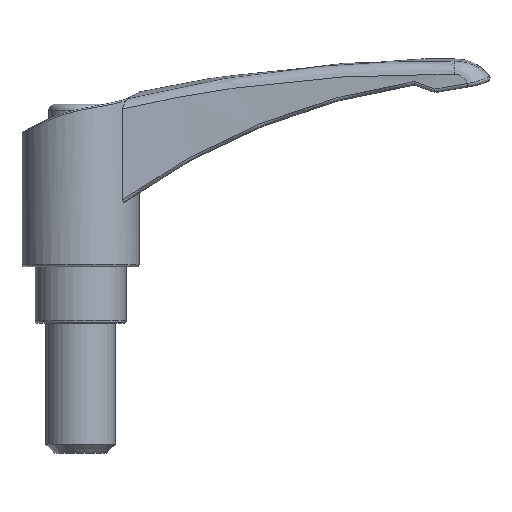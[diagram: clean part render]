
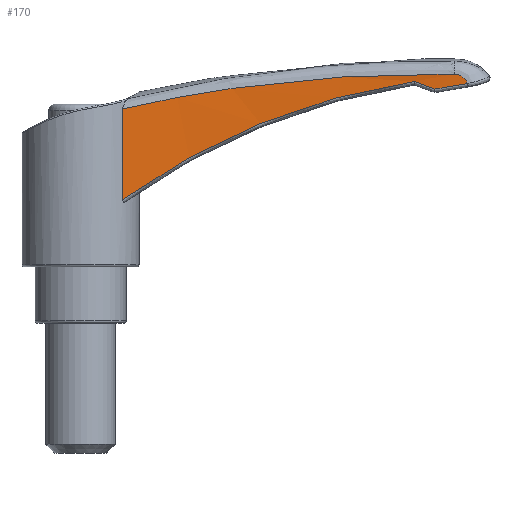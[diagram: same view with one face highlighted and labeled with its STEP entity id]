
A CAD part, front view. The second image highlights one B-rep face of the part: STEP entity #170.
In plain terms, the highlighted cylindrical face has radius 581.128 mm (diameter 1162.26 mm), a partial arc.
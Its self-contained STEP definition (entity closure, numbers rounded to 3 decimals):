
#170 = ADVANCED_FACE( '', ( #359 ), #360, .F. );
#359 = FACE_OUTER_BOUND( '', #3695, .T. );
#360 = CYLINDRICAL_SURFACE( '', #3696, 581.128 );
#3695 = EDGE_LOOP( '', ( #4409, #4410, #4411, #4412, #4413, #4414 ) );
#3696 = AXIS2_PLACEMENT_3D( '', #4415, #4416, #4417 );
#4409 = ORIENTED_EDGE( '', *, *, #4716, .T. );
#4410 = ORIENTED_EDGE( '', *, *, #4650, .T. );
#4411 = ORIENTED_EDGE( '', *, *, #4611, .T. );
#4412 = ORIENTED_EDGE( '', *, *, #4626, .T. );
#4413 = ORIENTED_EDGE( '', *, *, #4574, .F. );
#4414 = ORIENTED_EDGE( '', *, *, #4685, .T. );
#4415 = CARTESIAN_POINT( '', ( 49.381, -589.128, 0. ) );
#4416 = DIRECTION( '', ( 0., 0., -1. ) );
#4417 = DIRECTION( '', ( 1., 0., 0. ) );
#4574 = EDGE_CURVE( '', #4786, #4757, #4788, .T. );
#4611 = EDGE_CURVE( '', #4847, #4848, #4849, .T. );
#4626 = EDGE_CURVE( '', #4848, #4757, #4869, .T. );
#4650 = EDGE_CURVE( '', #4898, #4847, #4906, .T. );
#4685 = EDGE_CURVE( '', #4786, #4952, #4954, .T. );
#4716 = EDGE_CURVE( '', #4952, #4898, #4994, .T. );
#4757 = VERTEX_POINT( '', #5096 );
#4786 = VERTEX_POINT( '', #5509 );
#4788 = B_SPLINE_CURVE_WITH_KNOTS( '', 3, ( #5563, #5564, #5565, #5566 ), .UNSPECIFIED., .F., .F., ( 4, 4 ), ( 0.049, 0.934 ), .UNSPECIFIED. );
#4847 = VERTEX_POINT( '', #6453 );
#4848 = VERTEX_POINT( '', #6454 );
#4849 = B_SPLINE_CURVE_WITH_KNOTS( '', 3, ( #6455, #6456, #6457, #6458, #6459, #6460, #6461, #6462, #6463, #6464, #6465, #6466, #6467 ), .UNSPECIFIED., .F., .F., ( 4, 1, 1, 1, 1, 1, 1, 1, 1, 1, 4 ), ( 0.185, 0.218, 0.251, 0.378, 0.501, 0.625, 0.749, 0.812, 0.874, 0.937, 1. ), .UNSPECIFIED. );
#4869 = B_SPLINE_CURVE_WITH_KNOTS( '', 3, ( #6663, #6664, #6665, #6666, #6667, #6668, #6669, #6670, #6671, #6672, #6673, #6674, #6675, #6676, #6677, #6678, #6679, #6680, #6681, #6682, #6683, #6684, #6685, #6686, #6687 ), .UNSPECIFIED., .F., .F., ( 4, 1, 1, 1, 1, 1, 1, 1, 1, 1, 1, 1, 1, 1, 1, 1, 1, 1, 1, 1, 1, 1, 4 ), ( 0., 0.023, 0.045, 0.068, 0.091, 0.113, 0.136, 0.159, 0.182, 0.204, 0.227, 0.25, 0.375, 0.5, 0.626, 0.75, 0.786, 0.823, 0.859, 0.895, 0.93, 0.965, 1. ), .UNSPECIFIED. );
#4898 = VERTEX_POINT( '', #6885 );
#4906 = B_SPLINE_CURVE_WITH_KNOTS( '', 3, ( #6950, #6951, #6952, #6953 ), .UNSPECIFIED., .F., .F., ( 4, 4 ), ( 0., 0.008 ), .UNSPECIFIED. );
#4952 = VERTEX_POINT( '', #7325 );
#4954 = B_SPLINE_CURVE_WITH_KNOTS( '', 3, ( #7368, #7369, #7370, #7371, #7372, #7373, #7374, #7375, #7376, #7377, #7378, #7379, #7380, #7381, #7382, #7383, #7384, #7385, #7386, #7387, #7388, #7389, #7390, #7391, #7392, #7393, #7394, #7395, #7396, #7397 ), .UNSPECIFIED., .F., .F., ( 4, 2, 2, 2, 2, 1, 1, 2, 1, 2, 2, 1, 1, 1, 1, 1, 1, 1, 1, 1, 4 ), ( 0., 0.005, 0.009, 0.014, 0.018, 0.023, 0.027, 0.032, 0.034, 0.035, 0.035, 0.035, 0.037, 0.041, 0.046, 0.05, 0.055, 0.059, 0.064, 0.069, 0.073 ), .UNSPECIFIED. );
#4994 = B_SPLINE_CURVE_WITH_KNOTS( '', 3, ( #7576, #7577, #7578, #7579 ), .UNSPECIFIED., .F., .F., ( 4, 4 ), ( 0., 0.005 ), .UNSPECIFIED. );
#5096 = CARTESIAN_POINT( '', ( 9.734, -9.354, 36.356 ) );
#5509 = CARTESIAN_POINT( '', ( 9.734, -9.354, 15.447 ) );
#5563 = CARTESIAN_POINT( '', ( 9.734, -9.354, 15.447 ) );
#5564 = CARTESIAN_POINT( '', ( 9.734, -9.354, 22.417 ) );
#5565 = CARTESIAN_POINT( '', ( 9.734, -9.354, 29.387 ) );
#5566 = CARTESIAN_POINT( '', ( 9.734, -9.354, 36.356 ) );
#6453 = CARTESIAN_POINT( '', ( 89.284, -9.372, 42.253 ) );
#6454 = CARTESIAN_POINT( '', ( 86.15, -9.164, 44.435 ) );
#6455 = CARTESIAN_POINT( '', ( 89.284, -9.372, 42.253 ) );
#6456 = CARTESIAN_POINT( '', ( 89.262, -9.37, 42.303 ) );
#6457 = CARTESIAN_POINT( '', ( 89.217, -9.367, 42.402 ) );
#6458 = CARTESIAN_POINT( '', ( 89.071, -9.357, 42.685 ) );
#6459 = CARTESIAN_POINT( '', ( 88.817, -9.34, 43.08 ) );
#6460 = CARTESIAN_POINT( '', ( 88.398, -9.311, 43.539 ) );
#6461 = CARTESIAN_POINT( '', ( 87.913, -9.279, 43.918 ) );
#6462 = CARTESIAN_POINT( '', ( 87.457, -9.249, 44.156 ) );
#6463 = CARTESIAN_POINT( '', ( 87.07, -9.223, 44.297 ) );
#6464 = CARTESIAN_POINT( '', ( 86.769, -9.204, 44.374 ) );
#6465 = CARTESIAN_POINT( '', ( 86.462, -9.184, 44.423 ) );
#6466 = CARTESIAN_POINT( '', ( 86.254, -9.171, 44.431 ) );
#6467 = CARTESIAN_POINT( '', ( 86.15, -9.164, 44.435 ) );
#6663 = CARTESIAN_POINT( '', ( 86.15, -9.164, 44.435 ) );
#6664 = CARTESIAN_POINT( '', ( 85.569, -9.128, 44.441 ) );
#6665 = CARTESIAN_POINT( '', ( 84.406, -9.055, 44.453 ) );
#6666 = CARTESIAN_POINT( '', ( 82.662, -8.953, 44.46 ) );
#6667 = CARTESIAN_POINT( '', ( 80.916, -8.855, 44.458 ) );
#6668 = CARTESIAN_POINT( '', ( 79.169, -8.763, 44.447 ) );
#6669 = CARTESIAN_POINT( '', ( 77.422, -8.676, 44.427 ) );
#6670 = CARTESIAN_POINT( '', ( 75.674, -8.594, 44.398 ) );
#6671 = CARTESIAN_POINT( '', ( 73.925, -8.518, 44.36 ) );
#6672 = CARTESIAN_POINT( '', ( 72.175, -8.446, 44.312 ) );
#6673 = CARTESIAN_POINT( '', ( 70.424, -8.38, 44.256 ) );
#6674 = CARTESIAN_POINT( '', ( 68.672, -8.319, 44.191 ) );
#6675 = CARTESIAN_POINT( '', ( 64.283, -8.18, 44.006 ) );
#6676 = CARTESIAN_POINT( '', ( 57.284, -8.027, 43.593 ) );
#6677 = CARTESIAN_POINT( '', ( 47.658, -7.976, 42.749 ) );
#6678 = CARTESIAN_POINT( '', ( 38.102, -8.083, 41.627 ) );
#6679 = CARTESIAN_POINT( '', ( 30.821, -8.285, 40.544 ) );
#6680 = CARTESIAN_POINT( '', ( 25.836, -8.475, 39.695 ) );
#6681 = CARTESIAN_POINT( '', ( 23.081, -8.593, 39.198 ) );
#6682 = CARTESIAN_POINT( '', ( 20.355, -8.723, 38.677 ) );
#6683 = CARTESIAN_POINT( '', ( 17.657, -8.864, 38.134 ) );
#6684 = CARTESIAN_POINT( '', ( 14.989, -9.017, 37.566 ) );
#6685 = CARTESIAN_POINT( '', ( 12.35, -9.179, 36.978 ) );
#6686 = CARTESIAN_POINT( '', ( 10.604, -9.296, 36.563 ) );
#6687 = CARTESIAN_POINT( '', ( 9.734, -9.354, 36.356 ) );
#6885 = CARTESIAN_POINT( '', ( 81.733, -8.901, 40.97 ) );
#6950 = CARTESIAN_POINT( '', ( 81.733, -8.901, 40.97 ) );
#6951 = CARTESIAN_POINT( '', ( 84.251, -9.042, 41.4 ) );
#6952 = CARTESIAN_POINT( '', ( 86.768, -9.198, 41.828 ) );
#6953 = CARTESIAN_POINT( '', ( 89.284, -9.372, 42.253 ) );
#7325 = CARTESIAN_POINT( '', ( 77.05, -8.659, 42.719 ) );
#7368 = CARTESIAN_POINT( '', ( 9.734, -9.354, 15.447 ) );
#7369 = CARTESIAN_POINT( '', ( 10.975, -9.269, 16.349 ) );
#7370 = CARTESIAN_POINT( '', ( 12.229, -9.187, 17.229 ) );
#7371 = CARTESIAN_POINT( '', ( 14.76, -9.031, 18.947 ) );
#7372 = CARTESIAN_POINT( '', ( 16.037, -8.956, 19.785 ) );
#7373 = CARTESIAN_POINT( '', ( 18.615, -8.814, 21.42 ) );
#7374 = CARTESIAN_POINT( '', ( 19.915, -8.746, 22.217 ) );
#7375 = CARTESIAN_POINT( '', ( 22.54, -8.619, 23.77 ) );
#7376 = CARTESIAN_POINT( '', ( 23.863, -8.559, 24.527 ) );
#7377 = CARTESIAN_POINT( '', ( 26.533, -8.448, 25.999 ) );
#7378 = CARTESIAN_POINT( '', ( 29.226, -8.345, 27.432 ) );
#7379 = CARTESIAN_POINT( '', ( 33.333, -8.217, 29.461 ) );
#7380 = CARTESIAN_POINT( '', ( 36.117, -8.15, 30.733 ) );
#7381 = CARTESIAN_POINT( '', ( 38.222, -8.107, 31.658 ) );
#7382 = CARTESIAN_POINT( '', ( 39.103, -8.09, 32.037 ) );
#7383 = CARTESIAN_POINT( '', ( 39.988, -8.076, 32.408 ) );
#7384 = CARTESIAN_POINT( '', ( 40.254, -8.072, 32.519 ) );
#7385 = CARTESIAN_POINT( '', ( 40.342, -8.07, 32.556 ) );
#7386 = CARTESIAN_POINT( '', ( 40.52, -8.068, 32.629 ) );
#7387 = CARTESIAN_POINT( '', ( 40.963, -8.061, 32.813 ) );
#7388 = CARTESIAN_POINT( '', ( 42.828, -8.035, 33.574 ) );
#7389 = CARTESIAN_POINT( '', ( 46.042, -8.004, 34.817 ) );
#7390 = CARTESIAN_POINT( '', ( 50.364, -7.995, 36.341 ) );
#7391 = CARTESIAN_POINT( '', ( 54.721, -8.019, 37.735 ) );
#7392 = CARTESIAN_POINT( '', ( 59.114, -8.076, 38.998 ) );
#7393 = CARTESIAN_POINT( '', ( 63.543, -8.167, 40.131 ) );
#7394 = CARTESIAN_POINT( '', ( 68.007, -8.293, 41.133 ) );
#7395 = CARTESIAN_POINT( '', ( 72.508, -8.454, 42.003 ) );
#7396 = CARTESIAN_POINT( '', ( 75.532, -8.587, 42.495 ) );
#7397 = CARTESIAN_POINT( '', ( 77.05, -8.659, 42.719 ) );
#7576 = CARTESIAN_POINT( '', ( 77.05, -8.659, 42.719 ) );
#7577 = CARTESIAN_POINT( '', ( 78.612, -8.733, 42.137 ) );
#7578 = CARTESIAN_POINT( '', ( 80.173, -8.814, 41.554 ) );
#7579 = CARTESIAN_POINT( '', ( 81.733, -8.901, 40.97 ) );
